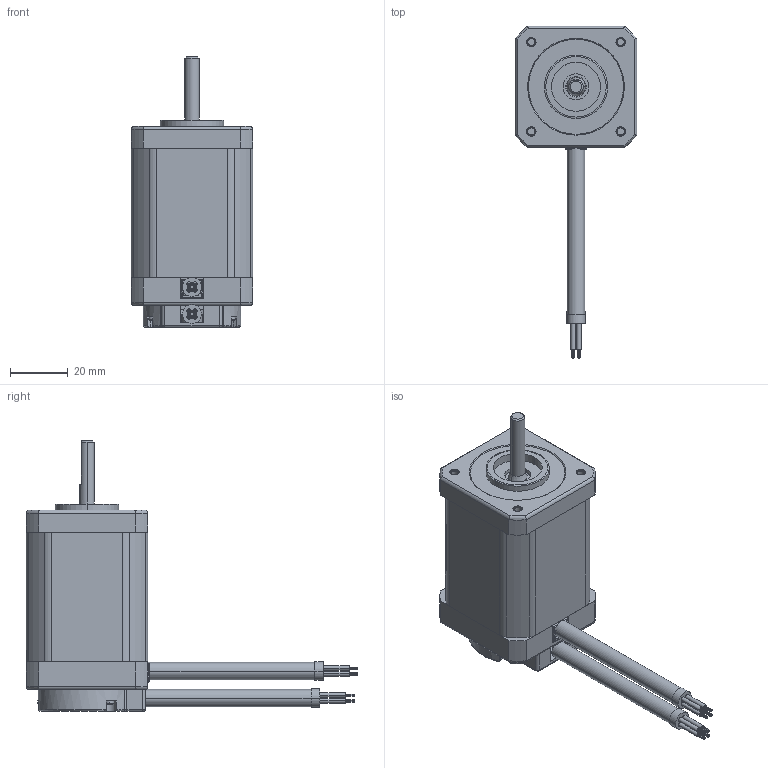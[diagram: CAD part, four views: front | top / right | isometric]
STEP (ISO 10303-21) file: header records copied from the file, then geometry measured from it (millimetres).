
FILE_DESCRIPTION((''),'2;1');
FILE_NAME('4611110058822_ASM','2023-02-09T10:38:10',('ms26442'),(''),'CREO PARAMETRIC BY PTC INC, 2018100','CREO PARAMETRIC BY PTC INC, 2018100','');
FILE_SCHEMA(('CONFIG_CONTROL_DESIGN'));
Products named in the file (34): 4613102100907; 3698153000611; 3698153000602; 4613104003713_ASM; 4613103012877_ASM; 4219121301584; 4219121305955; 4613106100123_AF0; 4693220000374_AF0; 4613106100123_AF1; 4332101208944_AF0; 4613110000001_AF0; 4613106100123_AF2; 4693220000374_AF1; 4613106100123_AF3; 4613107114570_ASM; 4333201500329; 4333201500044; 4331101000004; 4613108009792_ASM; 4294440200019_AF0; 4294404000228; 3632305500062; 3698151100128; 4613153001105_ASM; 3219720000565; 4693220000514; 4696351004261; 4716140201573_ASM; 4294404000626; 4219122001280; 4294404002087; DIANJIXIANSHU; 4611110058822_ASM
Assembly tree (41 placements, depth 5):
  4611110058822_ASM
    4613153001105_ASM
      4613103012877_ASM
        4613104003713_ASM
          4613102100907
          3698153000611
          3698153000602
      4219121301584
      4219121305955
      4613108009792_ASM
        4613107114570_ASM
          4613106100123_AF0
          4693220000374_AF0
          4613106100123_AF1
          4332101208944_AF0
          4613110000001_AF0
          4613106100123_AF2
          4693220000374_AF1
          4613106100123_AF3
        4333201500329
        4333201500044
        4331101000004  x2
      4294440200019_AF0
      4294404000228  x4
      3632305500062
      3698151100128
    3219720000565
    4693220000514
    4716140201573_ASM
      4696351004261
    4294404000626  x2
    4219122001280
    4294404002087  x3
    DIANJIXIANSHU  x2
Bounding box: 42.2 x 115.3 x 93.8 mm (x, y, z)
Volume: 84194.8 mm3; surface area: 92728.2 mm2
Topology: 35 solids, 57 shells, 3560 faces, 9748 edges, 6411 vertices
Faces by surface type: plane 1706, cylinder 1628, torus 95, cone 76, sphere 34, bspline 21
Entity records: 108187 total; most frequent: CARTESIAN_POINT 21107, DIRECTION 18771, ORIENTED_EDGE 18040, EDGE_CURVE 9062, AXIS2_PLACEMENT_3D 6716, VERTEX_POINT 5961, VECTOR 5339, LINE 5339
